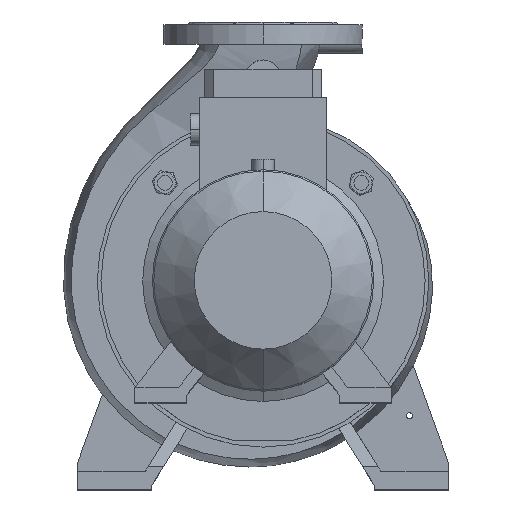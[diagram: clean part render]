
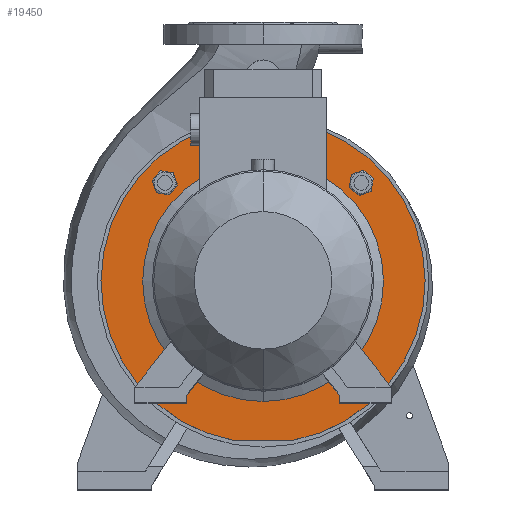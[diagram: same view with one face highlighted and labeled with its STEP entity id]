
A CAD part, top view. The second image highlights one B-rep face of the part: STEP entity #19450.
In plain terms, the highlighted planar face has unit normal (0, 0, 1).
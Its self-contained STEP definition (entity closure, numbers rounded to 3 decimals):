
#507 = VERTEX_POINT ( 'NONE', #62966 ) ;
#1737 = VECTOR ( 'NONE', #54004, 1000. ) ;
#4190 = DIRECTION ( 'NONE',  ( 0., -1., 0. ) ) ;
#4325 = DIRECTION ( 'NONE',  ( 0., -1., 0. ) ) ;
#4365 = CIRCLE ( 'NONE', #21059, 11.4 ) ;
#4877 = DIRECTION ( 'NONE',  ( 0., 0., -1. ) ) ;
#5462 = AXIS2_PLACEMENT_3D ( 'NONE', #10818, #25355, #35853 ) ;
#6673 = DIRECTION ( 'NONE',  ( 0., 0., -1. ) ) ;
#6783 = EDGE_LOOP ( 'NONE', ( #57061, #50591 ) ) ;
#6853 = AXIS2_PLACEMENT_3D ( 'NONE', #25440, #61255, #35502 ) ;
#7067 = AXIS2_PLACEMENT_3D ( 'NONE', #21883, #53207, #31947 ) ;
#7666 = FACE_BOUND ( 'NONE', #7741, .T. ) ;
#7741 = EDGE_LOOP ( 'NONE', ( #59776, #13162 ) ) ;
#8089 = DIRECTION ( 'NONE',  ( 0., -1., 0. ) ) ;
#8092 = VERTEX_POINT ( 'NONE', #40418 ) ;
#8553 = CIRCLE ( 'NONE', #8845, 11.4 ) ;
#8845 = AXIS2_PLACEMENT_3D ( 'NONE', #56480, #62935, #32287 ) ;
#9199 = CARTESIAN_POINT ( 'NONE',  ( -106.066, 106.066, 243. ) ) ;
#10079 = AXIS2_PLACEMENT_3D ( 'NONE', #14199, #50024, #14414 ) ;
#10818 = CARTESIAN_POINT ( 'NONE',  ( 106.066, 106.066, 243. ) ) ;
#13162 = ORIENTED_EDGE ( 'NONE', *, *, #38201, .T. ) ;
#14010 = CARTESIAN_POINT ( 'NONE',  ( 117.293, -108.046, 243. ) ) ;
#14199 = CARTESIAN_POINT ( 'NONE',  ( -106.066, -106.066, 243. ) ) ;
#14414 = DIRECTION ( 'NONE',  ( 0., -1., 0. ) ) ;
#14615 = EDGE_LOOP ( 'NONE', ( #26405, #23710 ) ) ;
#15391 = LINE ( 'NONE', #49571, #1737 ) ;
#15420 = AXIS2_PLACEMENT_3D ( 'NONE', #30373, #4877, #4190 ) ;
#16043 = AXIS2_PLACEMENT_3D ( 'NONE', #62807, #6673, #47632 ) ;
#16326 = CARTESIAN_POINT ( 'NONE',  ( -32.265, -172., 243. ) ) ;
#16626 = AXIS2_PLACEMENT_3D ( 'NONE', #22443, #53525, #27563 ) ;
#16804 = CIRCLE ( 'NONE', #10079, 11.4 ) ;
#17822 = EDGE_LOOP ( 'NONE', ( #56562, #53244 ) ) ;
#18208 = ORIENTED_EDGE ( 'NONE', *, *, #26968, .T. ) ;
#18968 = EDGE_CURVE ( 'NONE', #23870, #8092, #52275, .T. ) ;
#19450 = ADVANCED_FACE ( 'NONE', ( #49337, #7666, #64529, #63701, #54889, #40517 ), #45958, .T. ) ;
#19555 = ORIENTED_EDGE ( 'NONE', *, *, #47346, .T. ) ;
#19603 = CARTESIAN_POINT ( 'NONE',  ( 32.265, -172., 243. ) ) ;
#20994 = VERTEX_POINT ( 'NONE', #46703 ) ;
#21059 = AXIS2_PLACEMENT_3D ( 'NONE', #23533, #48381, #8089 ) ;
#21304 = EDGE_CURVE ( 'NONE', #34250, #58363, #16804, .T. ) ;
#21464 = AXIS2_PLACEMENT_3D ( 'NONE', #49224, #39096, #33991 ) ;
#21643 = CARTESIAN_POINT ( 'NONE',  ( -106.066, 106.066, 243. ) ) ;
#21883 = CARTESIAN_POINT ( 'NONE',  ( 0., 0., 243. ) ) ;
#22443 = CARTESIAN_POINT ( 'NONE',  ( 106.066, -106.066, 243. ) ) ;
#23533 = CARTESIAN_POINT ( 'NONE',  ( 106.066, 106.066, 243. ) ) ;
#23710 = ORIENTED_EDGE ( 'NONE', *, *, #57458, .T. ) ;
#23787 = EDGE_CURVE ( 'NONE', #32478, #25143, #32825, .T. ) ;
#23870 = VERTEX_POINT ( 'NONE', #34688 ) ;
#24183 = EDGE_CURVE ( 'NONE', #41201, #30854, #65622, .T. ) ;
#25143 = VERTEX_POINT ( 'NONE', #14010 ) ;
#25355 = DIRECTION ( 'NONE',  ( 0., 0., -1. ) ) ;
#25440 = CARTESIAN_POINT ( 'NONE',  ( 0., 0., 243. ) ) ;
#26405 = ORIENTED_EDGE ( 'NONE', *, *, #23787, .T. ) ;
#26968 = EDGE_CURVE ( 'NONE', #41201, #31861, #15391, .T. ) ;
#27563 = DIRECTION ( 'NONE',  ( 0., -1., 0. ) ) ;
#29902 = EDGE_CURVE ( 'NONE', #30854, #31861, #32202, .T. ) ;
#30373 = CARTESIAN_POINT ( 'NONE',  ( 106.066, -106.066, 243. ) ) ;
#30854 = VERTEX_POINT ( 'NONE', #54210 ) ;
#31573 = ORIENTED_EDGE ( 'NONE', *, *, #24183, .F. ) ;
#31861 = VERTEX_POINT ( 'NONE', #19603 ) ;
#31947 = DIRECTION ( 'NONE',  ( 0., 1., 0. ) ) ;
#32202 = CIRCLE ( 'NONE', #6853, 175. ) ;
#32287 = DIRECTION ( 'NONE',  ( 0., -1., 0. ) ) ;
#32361 = DIRECTION ( 'NONE',  ( 0., 0., -1. ) ) ;
#32478 = VERTEX_POINT ( 'NONE', #55054 ) ;
#32825 = CIRCLE ( 'NONE', #16626, 11.4 ) ;
#33991 = DIRECTION ( 'NONE',  ( 0., 1., 0. ) ) ;
#34250 = VERTEX_POINT ( 'NONE', #61380 ) ;
#34688 = CARTESIAN_POINT ( 'NONE',  ( -117.293, 108.046, 243. ) ) ;
#34789 = ORIENTED_EDGE ( 'NONE', *, *, #29902, .F. ) ;
#35502 = DIRECTION ( 'NONE',  ( 0., 1., 0. ) ) ;
#35853 = DIRECTION ( 'NONE',  ( 0., -1., 0. ) ) ;
#36603 = DIRECTION ( 'NONE',  ( 0., -1., 0. ) ) ;
#36909 = CIRCLE ( 'NONE', #5462, 11.4 ) ;
#38201 = EDGE_CURVE ( 'NONE', #20994, #40427, #36909, .T. ) ;
#39096 = DIRECTION ( 'NONE',  ( 0., 0., -1. ) ) ;
#40418 = CARTESIAN_POINT ( 'NONE',  ( -94.839, 104.086, 243. ) ) ;
#40427 = VERTEX_POINT ( 'NONE', #54707 ) ;
#40517 = FACE_BOUND ( 'NONE', #42362, .T. ) ;
#40665 = CIRCLE ( 'NONE', #51503, 11.4 ) ;
#41135 = AXIS2_PLACEMENT_3D ( 'NONE', #21643, #32361, #36603 ) ;
#41201 = VERTEX_POINT ( 'NONE', #16326 ) ;
#42362 = EDGE_LOOP ( 'NONE', ( #19555, #42679 ) ) ;
#42672 = EDGE_CURVE ( 'NONE', #58363, #34250, #8553, .T. ) ;
#42679 = ORIENTED_EDGE ( 'NONE', *, *, #47468, .T. ) ;
#43040 = CARTESIAN_POINT ( 'NONE',  ( 0., -130., 243. ) ) ;
#44734 = DIRECTION ( 'NONE',  ( 0., -1., 0. ) ) ;
#44829 = CARTESIAN_POINT ( 'NONE',  ( -104.086, -94.839, 243. ) ) ;
#45694 = EDGE_CURVE ( 'NONE', #40427, #20994, #4365, .T. ) ;
#45958 = PLANE ( 'NONE',  #58757 ) ;
#46516 = EDGE_LOOP ( 'NONE', ( #18208, #34789, #31573 ) ) ;
#46703 = CARTESIAN_POINT ( 'NONE',  ( 108.046, 117.293, 243. ) ) ;
#47346 = EDGE_CURVE ( 'NONE', #507, #64795, #61910, .T. ) ;
#47468 = EDGE_CURVE ( 'NONE', #64795, #507, #65066, .T. ) ;
#47632 = DIRECTION ( 'NONE',  ( 0., 1., 0. ) ) ;
#48381 = DIRECTION ( 'NONE',  ( 0., 0., -1. ) ) ;
#49224 = CARTESIAN_POINT ( 'NONE',  ( 0., 0., 243. ) ) ;
#49337 = FACE_BOUND ( 'NONE', #6783, .T. ) ;
#49571 = CARTESIAN_POINT ( 'NONE',  ( -175., -172., 243. ) ) ;
#50024 = DIRECTION ( 'NONE',  ( 0., 0., -1. ) ) ;
#50591 = ORIENTED_EDGE ( 'NONE', *, *, #18968, .T. ) ;
#50788 = DIRECTION ( 'NONE',  ( 0., 0., -1. ) ) ;
#51503 = AXIS2_PLACEMENT_3D ( 'NONE', #9199, #50788, #44734 ) ;
#52275 = CIRCLE ( 'NONE', #41135, 11.4 ) ;
#53207 = DIRECTION ( 'NONE',  ( 0., 0., -1. ) ) ;
#53244 = ORIENTED_EDGE ( 'NONE', *, *, #21304, .T. ) ;
#53525 = DIRECTION ( 'NONE',  ( 0., 0., -1. ) ) ;
#53662 = EDGE_CURVE ( 'NONE', #8092, #23870, #40665, .T. ) ;
#54004 = DIRECTION ( 'NONE',  ( 1., 0., 0. ) ) ;
#54210 = CARTESIAN_POINT ( 'NONE',  ( 0., 175., 243. ) ) ;
#54707 = CARTESIAN_POINT ( 'NONE',  ( 104.086, 94.839, 243. ) ) ;
#54889 = FACE_OUTER_BOUND ( 'NONE', #46516, .T. ) ;
#55054 = CARTESIAN_POINT ( 'NONE',  ( 94.839, -104.086, 243. ) ) ;
#56224 = CARTESIAN_POINT ( 'NONE',  ( 0., 175., 243. ) ) ;
#56480 = CARTESIAN_POINT ( 'NONE',  ( -106.066, -106.066, 243. ) ) ;
#56562 = ORIENTED_EDGE ( 'NONE', *, *, #42672, .T. ) ;
#57061 = ORIENTED_EDGE ( 'NONE', *, *, #53662, .T. ) ;
#57458 = EDGE_CURVE ( 'NONE', #25143, #32478, #60395, .T. ) ;
#58363 = VERTEX_POINT ( 'NONE', #44829 ) ;
#58757 = AXIS2_PLACEMENT_3D ( 'NONE', #56224, #65431, #4325 ) ;
#59776 = ORIENTED_EDGE ( 'NONE', *, *, #45694, .T. ) ;
#60395 = CIRCLE ( 'NONE', #15420, 11.4 ) ;
#61255 = DIRECTION ( 'NONE',  ( 0., 0., -1. ) ) ;
#61380 = CARTESIAN_POINT ( 'NONE',  ( -108.046, -117.293, 243. ) ) ;
#61910 = CIRCLE ( 'NONE', #7067, 130. ) ;
#62807 = CARTESIAN_POINT ( 'NONE',  ( 0., 0., 243. ) ) ;
#62935 = DIRECTION ( 'NONE',  ( 0., 0., -1. ) ) ;
#62966 = CARTESIAN_POINT ( 'NONE',  ( 0., 130., 243. ) ) ;
#63701 = FACE_BOUND ( 'NONE', #17822, .T. ) ;
#64529 = FACE_BOUND ( 'NONE', #14615, .T. ) ;
#64795 = VERTEX_POINT ( 'NONE', #43040 ) ;
#65066 = CIRCLE ( 'NONE', #16043, 130. ) ;
#65431 = DIRECTION ( 'NONE',  ( 0., 0., 1. ) ) ;
#65622 = CIRCLE ( 'NONE', #21464, 175. ) ;
